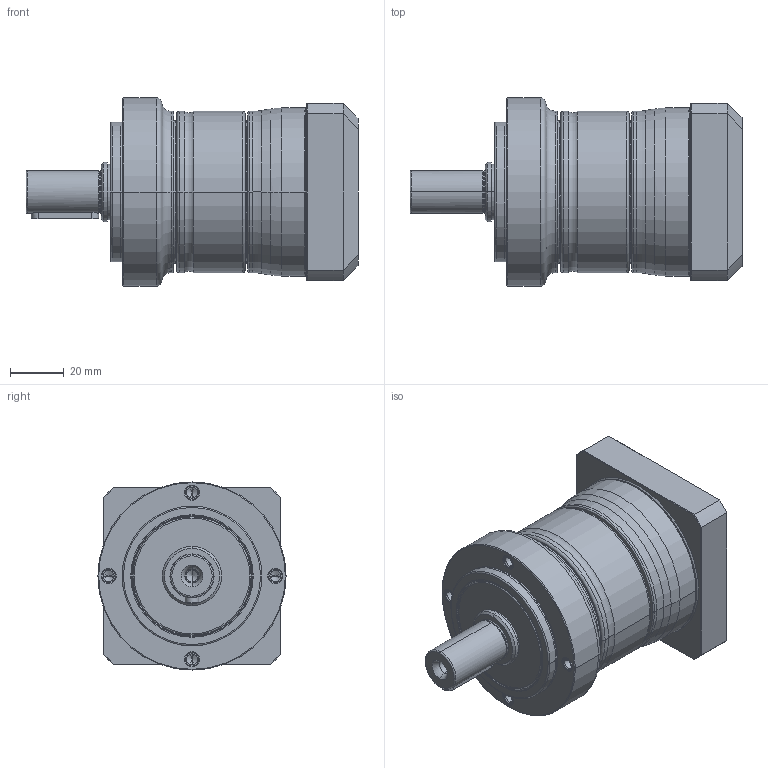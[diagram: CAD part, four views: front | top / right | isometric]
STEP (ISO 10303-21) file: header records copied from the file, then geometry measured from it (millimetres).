
FILE_DESCRIPTION((''),'2;1');
FILE_NAME('PE2-070_1ST_14-P0411300101_ASM','2016-04-21T',('d00435'),(''),'PRO/ENGINEER BY PARAMETRIC TECHNOLOGY CORPORATION, 2008410','PRO/ENGINEER BY PARAMETRIC TECHNOLOGY CORPORATION, 2008410','');
FILE_SCHEMA(('CONFIG_CONTROL_DESIGN'));
Length unit declared in the file: millimetre
Products named in the file (9): P1323210001; P0250200001; P1324200201; P0350201001; P0941202001; P0503300005; P0411300101; P1702300001; PE2-070_1ST_14-P0411300101_ASM
Assembly tree (8 placements, depth 2):
  PE2-070_1ST_14-P0411300101_ASM
    P1323210001
    P0250200001
    P1324200201
    P0350201001
    P0941202001
    P0503300005
    P0411300101
    P1702300001
Bounding box: 123.5 x 70 x 70 mm (x, y, z)
Volume: 249315.5 mm3; surface area: 76940.3 mm2
Topology: 8 solids, 22 shells, 521 faces, 1170 edges, 692 vertices
Faces by surface type: cylinder 166, cone 142, torus 100, plane 95, bspline 18
Entity records: 19154 total; most frequent: CARTESIAN_POINT 7228, DIRECTION 2741, ORIENTED_EDGE 2212, AXIS2_PLACEMENT_3D 1186, EDGE_CURVE 1134, VERTEX_POINT 692, CIRCLE 656, EDGE_LOOP 600
